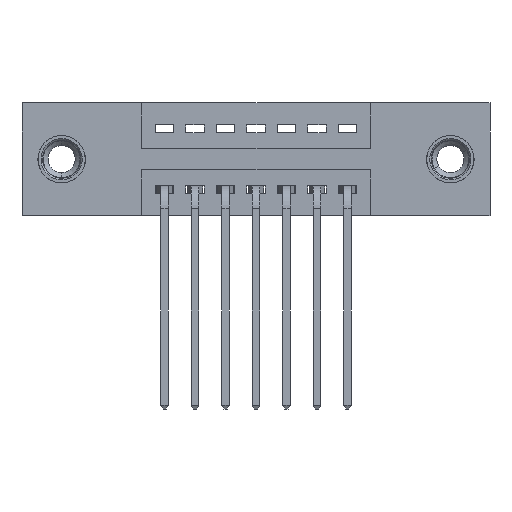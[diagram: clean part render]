
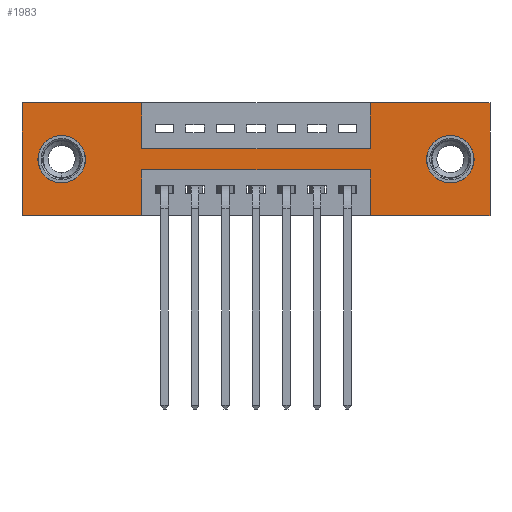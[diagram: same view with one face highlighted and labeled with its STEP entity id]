
A CAD part, front view. The second image highlights one B-rep face of the part: STEP entity #1983.
In plain terms, the highlighted planar face has unit normal (0, -1, 0).
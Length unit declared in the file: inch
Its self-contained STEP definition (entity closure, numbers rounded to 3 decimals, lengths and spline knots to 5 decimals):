
#104 = DIRECTION ( 'NONE',  ( 0., 0., -1. ) ) ;
#134 = EDGE_CURVE ( 'NONE', #7237, #6375, #6602, .T. ) ;
#169 = VECTOR ( 'NONE', #10947, 39.37008 ) ;
#233 = ORIENTED_EDGE ( 'NONE', *, *, #9665, .T. ) ;
#335 = ORIENTED_EDGE ( 'NONE', *, *, #7820, .F. ) ;
#373 = CARTESIAN_POINT ( 'NONE',  ( 0., 0., -0.37 ) ) ;
#403 = AXIS2_PLACEMENT_3D ( 'NONE', #6400, #2993, #4744 ) ;
#423 = LINE ( 'NONE', #9257, #6789 ) ;
#456 = FACE_BOUND ( 'NONE', #7034, .T. ) ;
#457 = LINE ( 'NONE', #5937, #5750 ) ;
#585 = CARTESIAN_POINT ( 'NONE',  ( 0.3925, 0., -0.22 ) ) ;
#618 = VECTOR ( 'NONE', #9657, 39.37008 ) ;
#664 = VERTEX_POINT ( 'NONE', #10541 ) ;
#781 = ORIENTED_EDGE ( 'NONE', *, *, #10958, .T. ) ;
#907 = AXIS2_PLACEMENT_3D ( 'NONE', #1274, #2159, #4928 ) ;
#948 = CARTESIAN_POINT ( 'NONE',  ( 0., 0., 0. ) ) ;
#964 = ORIENTED_EDGE ( 'NONE', *, *, #8273, .F. ) ;
#1060 = EDGE_CURVE ( 'NONE', #10634, #3134, #2519, .T. ) ;
#1065 = VECTOR ( 'NONE', #10677, 39.37008 ) ;
#1245 = CARTESIAN_POINT ( 'NONE',  ( 0., 0., 0. ) ) ;
#1274 = CARTESIAN_POINT ( 'NONE',  ( 0.13, 0., -0.185 ) ) ;
#1308 = DIRECTION ( 'NONE',  ( -1., 0., 0. ) ) ;
#1394 = FACE_BOUND ( 'NONE', #1705, .T. ) ;
#1426 = LINE ( 'NONE', #2983, #1827 ) ;
#1478 = VERTEX_POINT ( 'NONE', #8529 ) ;
#1633 = DIRECTION ( 'NONE',  ( 0., 0., -1. ) ) ;
#1705 = EDGE_LOOP ( 'NONE', ( #8498, #8782 ) ) ;
#1827 = VECTOR ( 'NONE', #3840, 39.37008 ) ;
#1853 = VECTOR ( 'NONE', #3436, 39.37008 ) ;
#1916 = CARTESIAN_POINT ( 'NONE',  ( 0.3925, 0., 0. ) ) ;
#1983 = ADVANCED_FACE ( 'NONE', ( #456, #1394, #4935 ), #9040, .T. ) ;
#2159 = DIRECTION ( 'NONE',  ( 0., 1., 0. ) ) ;
#2198 = VECTOR ( 'NONE', #1308, 39.37008 ) ;
#2484 = ORIENTED_EDGE ( 'NONE', *, *, #9930, .F. ) ;
#2498 = VERTEX_POINT ( 'NONE', #5993 ) ;
#2519 = LINE ( 'NONE', #948, #618 ) ;
#2961 = ORIENTED_EDGE ( 'NONE', *, *, #3579, .F. ) ;
#2983 = CARTESIAN_POINT ( 'NONE',  ( 0., 0., -0.37 ) ) ;
#2993 = DIRECTION ( 'NONE',  ( 0., -1., 0. ) ) ;
#3082 = CARTESIAN_POINT ( 'NONE',  ( 0.13, 0., -0.107 ) ) ;
#3134 = VERTEX_POINT ( 'NONE', #8361 ) ;
#3148 = EDGE_CURVE ( 'NONE', #10668, #3743, #8851, .T. ) ;
#3436 = DIRECTION ( 'NONE',  ( 0., 0., 1. ) ) ;
#3462 = CARTESIAN_POINT ( 'NONE',  ( 1.405, 0., -0.107 ) ) ;
#3579 = EDGE_CURVE ( 'NONE', #6968, #10634, #9523, .T. ) ;
#3617 = EDGE_CURVE ( 'NONE', #3743, #10668, #6512, .T. ) ;
#3743 = VERTEX_POINT ( 'NONE', #3082 ) ;
#3840 = DIRECTION ( 'NONE',  ( -1., 0., 0. ) ) ;
#3944 = DIRECTION ( 'NONE',  ( 0., 1., 0. ) ) ;
#4084 = DIRECTION ( 'NONE',  ( 0., 0., -1. ) ) ;
#4133 = CARTESIAN_POINT ( 'NONE',  ( 0.3925, 0., -0.37 ) ) ;
#4163 = ORIENTED_EDGE ( 'NONE', *, *, #8904, .F. ) ;
#4215 = VECTOR ( 'NONE', #4084, 39.37008 ) ;
#4296 = VECTOR ( 'NONE', #9934, 39.37008 ) ;
#4490 = LINE ( 'NONE', #4133, #4215 ) ;
#4744 = DIRECTION ( 'NONE',  ( 0., 0., -1. ) ) ;
#4787 = LINE ( 'NONE', #373, #2198 ) ;
#4796 = LINE ( 'NONE', #4878, #169 ) ;
#4878 = CARTESIAN_POINT ( 'NONE',  ( 0.3925, 0., -0.15 ) ) ;
#4904 = VECTOR ( 'NONE', #9604, 39.37008 ) ;
#4928 = DIRECTION ( 'NONE',  ( 0., 0., 1. ) ) ;
#4935 = FACE_OUTER_BOUND ( 'NONE', #8143, .T. ) ;
#4936 = CARTESIAN_POINT ( 'NONE',  ( 1.1425, 0., -0.15 ) ) ;
#5042 = AXIS2_PLACEMENT_3D ( 'NONE', #9706, #9746, #104 ) ;
#5133 = CIRCLE ( 'NONE', #5042, 0.078 ) ;
#5259 = CARTESIAN_POINT ( 'NONE',  ( 1.405, 0., -0.185 ) ) ;
#5565 = CIRCLE ( 'NONE', #6850, 0.078 ) ;
#5593 = EDGE_CURVE ( 'NONE', #10039, #664, #1426, .T. ) ;
#5596 = EDGE_CURVE ( 'NONE', #6375, #10083, #9050, .T. ) ;
#5617 = VERTEX_POINT ( 'NONE', #9064 ) ;
#5750 = VECTOR ( 'NONE', #1633, 39.37008 ) ;
#5937 = CARTESIAN_POINT ( 'NONE',  ( 1.535, 0., 0. ) ) ;
#5989 = VECTOR ( 'NONE', #8579, 39.37008 ) ;
#5993 = CARTESIAN_POINT ( 'NONE',  ( 0., 0., 0. ) ) ;
#6375 = VERTEX_POINT ( 'NONE', #9875 ) ;
#6400 = CARTESIAN_POINT ( 'NONE',  ( 0., 0., -0.37 ) ) ;
#6512 = CIRCLE ( 'NONE', #907, 0.078 ) ;
#6519 = CARTESIAN_POINT ( 'NONE',  ( 0.13, 0., -0.185 ) ) ;
#6602 = LINE ( 'NONE', #9555, #1853 ) ;
#6735 = CARTESIAN_POINT ( 'NONE',  ( 1.1425, 0., 0. ) ) ;
#6789 = VECTOR ( 'NONE', #10804, 39.37008 ) ;
#6797 = CARTESIAN_POINT ( 'NONE',  ( 1.1425, 0., 0. ) ) ;
#6850 = AXIS2_PLACEMENT_3D ( 'NONE', #5259, #11229, #6964 ) ;
#6921 = VERTEX_POINT ( 'NONE', #10785 ) ;
#6964 = DIRECTION ( 'NONE',  ( 0., 0., -1. ) ) ;
#6968 = VERTEX_POINT ( 'NONE', #4936 ) ;
#7018 = ORIENTED_EDGE ( 'NONE', *, *, #5593, .F. ) ;
#7034 = EDGE_LOOP ( 'NONE', ( #233, #781 ) ) ;
#7063 = LINE ( 'NONE', #1245, #1065 ) ;
#7237 = VERTEX_POINT ( 'NONE', #9995 ) ;
#7355 = ORIENTED_EDGE ( 'NONE', *, *, #9412, .F. ) ;
#7414 = ORIENTED_EDGE ( 'NONE', *, *, #1060, .F. ) ;
#7453 = DIRECTION ( 'NONE',  ( 0., 0., 1. ) ) ;
#7630 = ORIENTED_EDGE ( 'NONE', *, *, #134, .F. ) ;
#7820 = EDGE_CURVE ( 'NONE', #3134, #5617, #457, .T. ) ;
#7974 = EDGE_CURVE ( 'NONE', #6921, #6968, #4796, .T. ) ;
#8089 = VERTEX_POINT ( 'NONE', #1916 ) ;
#8143 = EDGE_LOOP ( 'NONE', ( #7355, #8240, #7630, #964, #335, #7414, #2961, #10605, #11253, #4163, #2484, #7018 ) ) ;
#8240 = ORIENTED_EDGE ( 'NONE', *, *, #5596, .F. ) ;
#8273 = EDGE_CURVE ( 'NONE', #5617, #7237, #4787, .T. ) ;
#8361 = CARTESIAN_POINT ( 'NONE',  ( 1.535, 0., 0. ) ) ;
#8498 = ORIENTED_EDGE ( 'NONE', *, *, #3617, .T. ) ;
#8529 = CARTESIAN_POINT ( 'NONE',  ( 1.405, 0., -0.263 ) ) ;
#8579 = DIRECTION ( 'NONE',  ( 1., 0., 0. ) ) ;
#8782 = ORIENTED_EDGE ( 'NONE', *, *, #3148, .T. ) ;
#8851 = CIRCLE ( 'NONE', #9712, 0.078 ) ;
#8904 = EDGE_CURVE ( 'NONE', #2498, #8089, #10063, .T. ) ;
#9040 = PLANE ( 'NONE',  #403 ) ;
#9050 = LINE ( 'NONE', #9998, #4296 ) ;
#9064 = CARTESIAN_POINT ( 'NONE',  ( 1.535, 0., -0.37 ) ) ;
#9257 = CARTESIAN_POINT ( 'NONE',  ( 0.3925, 0., 0. ) ) ;
#9351 = EDGE_CURVE ( 'NONE', #8089, #6921, #423, .T. ) ;
#9410 = CARTESIAN_POINT ( 'NONE',  ( 0., 0., 0. ) ) ;
#9412 = EDGE_CURVE ( 'NONE', #10083, #10039, #4490, .T. ) ;
#9461 = CARTESIAN_POINT ( 'NONE',  ( 0.13, 0., -0.263 ) ) ;
#9523 = LINE ( 'NONE', #6797, #4904 ) ;
#9555 = CARTESIAN_POINT ( 'NONE',  ( 1.1425, 0., -0.37 ) ) ;
#9604 = DIRECTION ( 'NONE',  ( 0., 0., 1. ) ) ;
#9657 = DIRECTION ( 'NONE',  ( 1., 0., 0. ) ) ;
#9665 = EDGE_CURVE ( 'NONE', #10680, #1478, #5565, .T. ) ;
#9706 = CARTESIAN_POINT ( 'NONE',  ( 1.405, 0., -0.185 ) ) ;
#9712 = AXIS2_PLACEMENT_3D ( 'NONE', #6519, #3944, #7453 ) ;
#9746 = DIRECTION ( 'NONE',  ( 0., 1., 0. ) ) ;
#9875 = CARTESIAN_POINT ( 'NONE',  ( 1.1425, 0., -0.22 ) ) ;
#9930 = EDGE_CURVE ( 'NONE', #664, #2498, #7063, .T. ) ;
#9934 = DIRECTION ( 'NONE',  ( -1., 0., 0. ) ) ;
#9995 = CARTESIAN_POINT ( 'NONE',  ( 1.1425, 0., -0.37 ) ) ;
#9998 = CARTESIAN_POINT ( 'NONE',  ( 0.3925, 0., -0.22 ) ) ;
#10039 = VERTEX_POINT ( 'NONE', #10103 ) ;
#10063 = LINE ( 'NONE', #9410, #5989 ) ;
#10083 = VERTEX_POINT ( 'NONE', #585 ) ;
#10103 = CARTESIAN_POINT ( 'NONE',  ( 0.3925, 0., -0.37 ) ) ;
#10541 = CARTESIAN_POINT ( 'NONE',  ( 0., 0., -0.37 ) ) ;
#10605 = ORIENTED_EDGE ( 'NONE', *, *, #7974, .F. ) ;
#10634 = VERTEX_POINT ( 'NONE', #6735 ) ;
#10668 = VERTEX_POINT ( 'NONE', #9461 ) ;
#10677 = DIRECTION ( 'NONE',  ( 0., 0., 1. ) ) ;
#10680 = VERTEX_POINT ( 'NONE', #3462 ) ;
#10785 = CARTESIAN_POINT ( 'NONE',  ( 0.3925, 0., -0.15 ) ) ;
#10804 = DIRECTION ( 'NONE',  ( 0., 0., -1. ) ) ;
#10947 = DIRECTION ( 'NONE',  ( 1., 0., 0. ) ) ;
#10958 = EDGE_CURVE ( 'NONE', #1478, #10680, #5133, .T. ) ;
#11229 = DIRECTION ( 'NONE',  ( 0., 1., 0. ) ) ;
#11253 = ORIENTED_EDGE ( 'NONE', *, *, #9351, .F. ) ;
